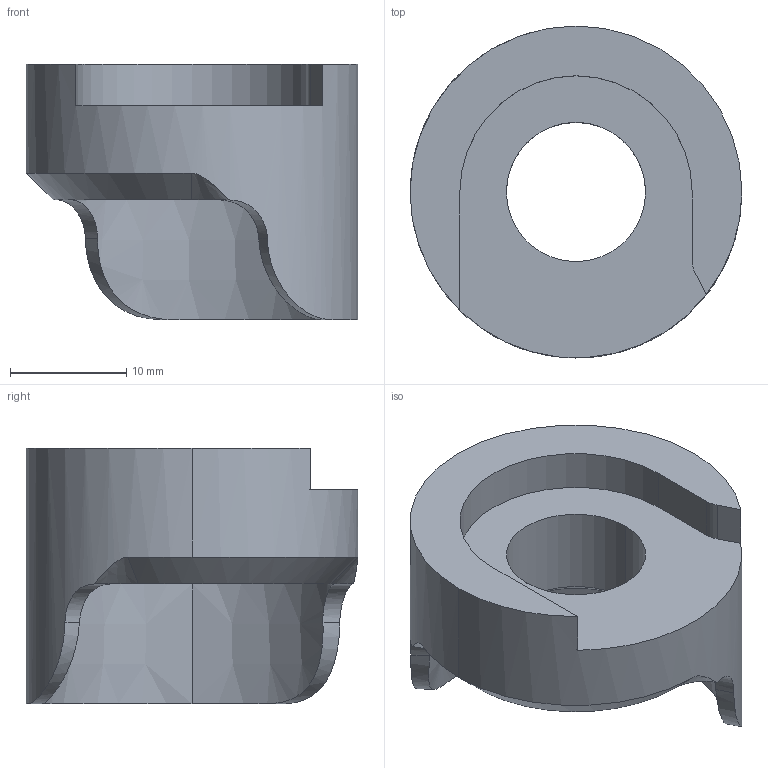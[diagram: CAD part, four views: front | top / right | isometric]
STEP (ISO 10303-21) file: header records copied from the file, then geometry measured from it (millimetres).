
FILE_DESCRIPTION (( 'STEP AP214' ), '1' );
FILE_NAME ('DR209XL_1.125OD.STEP', '2019-01-24T19:12:45', ( 'JeffCAD' ), ( 'Microsoft' ), 'SwSTEP 2.0', 'SolidWorks 2018', '' );
FILE_SCHEMA (( 'AUTOMOTIVE_DESIGN' ));
Length unit declared in the file: inch
Products named in the file (1): DR209XL_1.125OD
Bounding box: 28.57 x 28.57 x 22 mm (x, y, z)
Volume: 5698.3 mm3; surface area: 3353.3 mm2
Topology: 1 solids, 1 shells, 24 faces, 64 edges, 42 vertices
Faces by surface type: cylinder 10, cone 7, plane 7
Entity records: 957 total; most frequent: CARTESIAN_POINT 305, DIRECTION 131, ORIENTED_EDGE 128, EDGE_CURVE 64, AXIS2_PLACEMENT_3D 52, VERTEX_POINT 42, VECTOR 27, LINE 27
